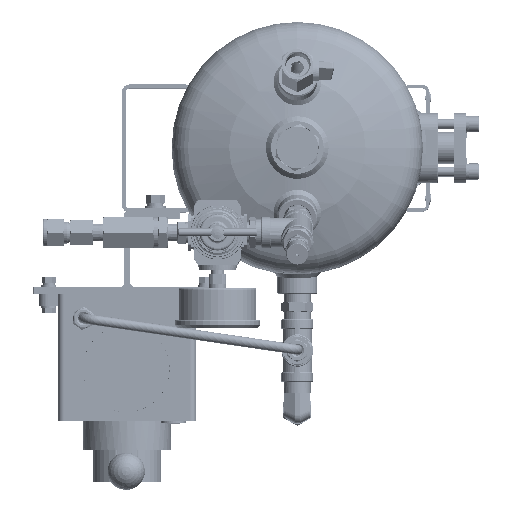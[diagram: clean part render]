
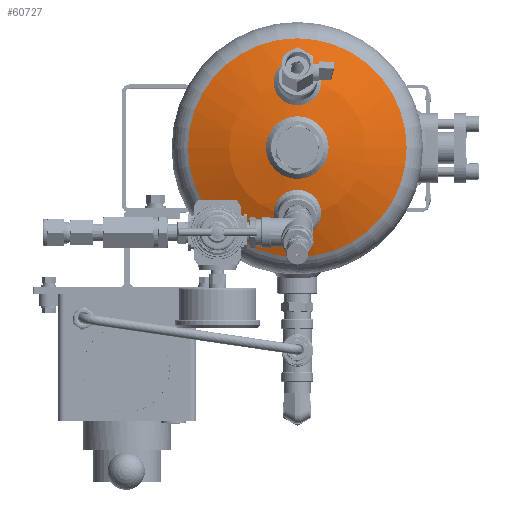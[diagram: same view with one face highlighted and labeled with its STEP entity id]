
A CAD part, top view. The second image highlights one B-rep face of the part: STEP entity #60727.
In plain terms, the highlighted spherical face has radius 202.3 mm.
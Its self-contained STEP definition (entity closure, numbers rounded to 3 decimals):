
#634=SPHERICAL_SURFACE('',#73757,202.3);
#14948=ORIENTED_EDGE('',*,*,#32862,.T.);
#14949=ORIENTED_EDGE('',*,*,#32866,.T.);
#14950=ORIENTED_EDGE('',*,*,#32867,.F.);
#14951=ORIENTED_EDGE('',*,*,#32868,.F.);
#32862=EDGE_CURVE('',#41882,#41882,#48112,.T.);
#32866=EDGE_CURVE('',#41886,#41886,#48116,.T.);
#32867=EDGE_CURVE('',#41887,#41887,#48117,.T.);
#32868=EDGE_CURVE('',#41888,#41888,#48118,.F.);
#41882=VERTEX_POINT('',#97003);
#41886=VERTEX_POINT('',#97013);
#41887=VERTEX_POINT('',#97015);
#41888=VERTEX_POINT('',#97017);
#48112=CIRCLE('',#73752,15.);
#48116=CIRCLE('',#73758,15.);
#48117=CIRCLE('',#73759,87.326);
#48118=CIRCLE('',#73760,20.);
#50416=EDGE_LOOP('',(#14948));
#50417=EDGE_LOOP('',(#14949));
#50418=EDGE_LOOP('',(#14950));
#50419=EDGE_LOOP('',(#14951));
#55159=FACE_BOUND('',#50416,.T.);
#55160=FACE_BOUND('',#50417,.T.);
#55161=FACE_BOUND('',#50418,.T.);
#55162=FACE_BOUND('',#50419,.T.);
#60727=ADVANCED_FACE('',(#55159,#55160,#55161,#55162),#634,.T.);
#73752=AXIS2_PLACEMENT_3D('',#97002,#80319,#80320);
#73757=AXIS2_PLACEMENT_3D('',#97011,#80329,#80330);
#73758=AXIS2_PLACEMENT_3D('',#97012,#80331,#80332);
#73759=AXIS2_PLACEMENT_3D('',#97014,#80333,#80334);
#73760=AXIS2_PLACEMENT_3D('',#97016,#80335,#80336);
#80319=DIRECTION('',(0.259,0.,-0.966));
#80320=DIRECTION('',(0.966,0.,0.259));
#80329=DIRECTION('',(0.,0.,-1.));
#80330=DIRECTION('',(1.,0.,0.));
#80331=DIRECTION('',(-0.259,0.,-0.966));
#80332=DIRECTION('',(-0.966,0.,0.259));
#80333=DIRECTION('',(0.,0.,-1.));
#80334=DIRECTION('',(-1.,0.,0.));
#80335=DIRECTION('',(0.,0.,-1.));
#80336=DIRECTION('',(-1.,0.,0.));
#97002=CARTESIAN_POINT('',(-52.215,0.,46.028));
#97003=CARTESIAN_POINT('',(-37.726,0.,49.911));
#97011=CARTESIAN_POINT('',(0.,0.,-148.841));
#97012=CARTESIAN_POINT('',(52.215,0.,46.028));
#97013=CARTESIAN_POINT('',(37.726,0.,49.911));
#97014=CARTESIAN_POINT('',(0.,0.,33.641));
#97015=CARTESIAN_POINT('',(-87.326,0.,33.641));
#97016=CARTESIAN_POINT('',(0.,0.,52.468));
#97017=CARTESIAN_POINT('',(-20.,0.,52.468));
